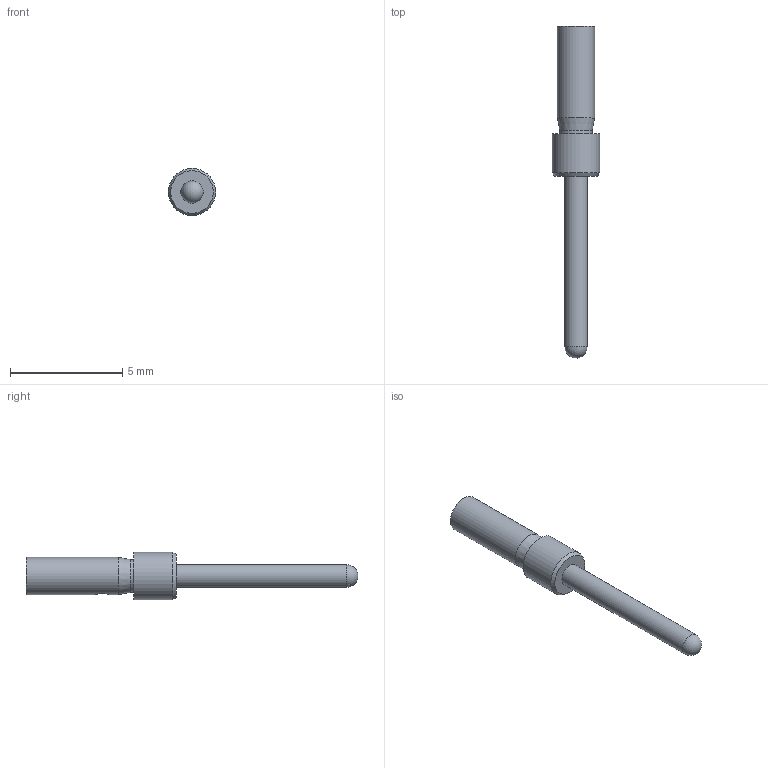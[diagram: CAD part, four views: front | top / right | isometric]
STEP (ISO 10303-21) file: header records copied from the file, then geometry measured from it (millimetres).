
FILE_DESCRIPTION(/* description */ (''),/* implementation_level */ '2;1');
FILE_NAME(/* name */ 'SGM-0.25.stp',/* time_stamp */ '2023-07-31T14:08:02+08:00',/* author */ (''),/* organization */ (''),/* preprocessor_version */ 'ST-DEVELOPER v11',/* originating_system */ 'SIEMENS PLM Software NX 7.5',/* authorisation */ '');
FILE_SCHEMA (('CONFIG_CONTROL_DESIGN'));
Length unit declared in the file: millimetre
Products named in the file (1): fang57B4my32
Bounding box: 2.1 x 14.8 x 2.1 mm (x, y, z)
Volume: 21.4 mm3; surface area: 77.3 mm2
Topology: 1 solids, 1 shells, 14 faces, 32 edges, 20 vertices
Faces by surface type: cylinder 6, cone 4, plane 3, sphere 1
Full cylindrical faces by diameter (mm): 0.6 x1, 0.64 x1, 1 x1, 1.46 x1, 1.66 x1, 2.1 x1
Entity records: 504 total; most frequent: CARTESIAN_POINT 176, DIRECTION 54, FACE_BOUND 28, EDGE_LOOP 28, ORIENTED_EDGE 28, AXIS2_PLACEMENT_3D 27, VERTEX_POINT 15, ADVANCED_FACE 14
